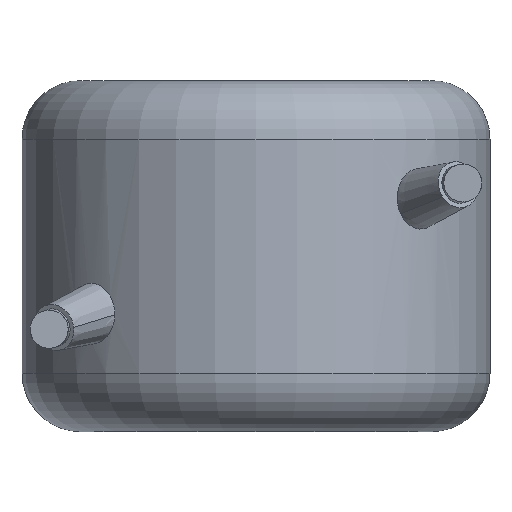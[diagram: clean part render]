
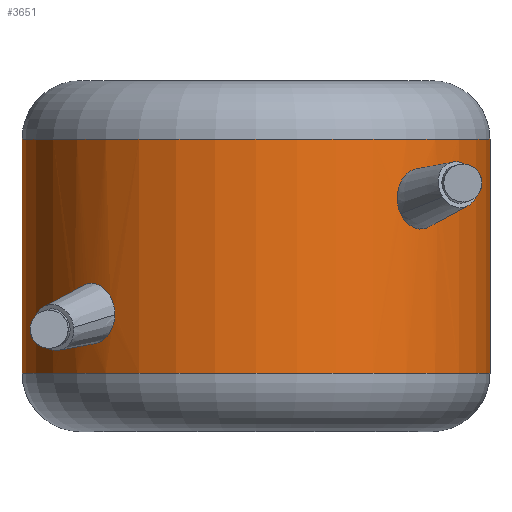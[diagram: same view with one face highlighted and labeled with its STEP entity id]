
A CAD part, front view. The second image highlights one B-rep face of the part: STEP entity #3651.
In plain terms, the highlighted cylindrical face has radius 4 mm (diameter 8 mm), a partial arc.
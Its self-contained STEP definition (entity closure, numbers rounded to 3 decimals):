
#1 = VERTEX_POINT ( 'NONE', #197 ) ;
#49 = CARTESIAN_POINT ( 'NONE',  ( 0., 0., 1. ) ) ;
#61 = CARTESIAN_POINT ( 'NONE',  ( -2.461, -3.155, 1.729 ) ) ;
#62 = ORIENTED_EDGE ( 'NONE', *, *, #640, .T. ) ;
#68 = DIRECTION ( 'NONE',  ( 1., 0., 0. ) ) ;
#93 = CARTESIAN_POINT ( 'NONE',  ( 2.472, -3.145, 3.724 ) ) ;
#102 = CARTESIAN_POINT ( 'NONE',  ( -3.156, -2.458, 2.039 ) ) ;
#197 = CARTESIAN_POINT ( 'NONE',  ( -2.413, -3.19, 1.998 ) ) ;
#228 = CARTESIAN_POINT ( 'NONE',  ( 4., 0., 6. ) ) ;
#230 = CARTESIAN_POINT ( 'NONE',  ( -3.148, -2.468, 2.176 ) ) ;
#329 = CARTESIAN_POINT ( 'NONE',  ( 2.797, -2.862, 4.514 ) ) ;
#363 = EDGE_CURVE ( 'NONE', #914, #849, #491, .T. ) ;
#377 = CARTESIAN_POINT ( 'NONE',  ( 0., 0., 5. ) ) ;
#387 = CARTESIAN_POINT ( 'NONE',  ( 3.098, -2.53, 4.248 ) ) ;
#390 = ORIENTED_EDGE ( 'NONE', *, *, #2404, .F. ) ;
#452 = CARTESIAN_POINT ( 'NONE',  ( 2.517, -3.111, 4.362 ) ) ;
#491 = CIRCLE ( 'NONE', #1229, 4. ) ;
#503 = ORIENTED_EDGE ( 'NONE', *, *, #363, .T. ) ;
#561 = EDGE_CURVE ( 'NONE', #1461, #567, #1779, .T. ) ;
#567 = VERTEX_POINT ( 'NONE', #2884 ) ;
#574 = CARTESIAN_POINT ( 'NONE',  ( -2.702, -2.953, 2.531 ) ) ;
#594 = DIRECTION ( 'NONE',  ( -1., 0., 0. ) ) ;
#640 = EDGE_CURVE ( 'NONE', #3524, #651, #3126, .T. ) ;
#646 = CARTESIAN_POINT ( 'NONE',  ( -2.614, -3.029, 1.542 ) ) ;
#651 = VERTEX_POINT ( 'NONE', #1195 ) ;
#802 = CARTESIAN_POINT ( 'NONE',  ( -2.991, -2.657, 2.496 ) ) ;
#815 = CARTESIAN_POINT ( 'NONE',  ( -2.898, -2.761, 2.544 ) ) ;
#849 = VERTEX_POINT ( 'NONE', #2829 ) ;
#908 = CARTESIAN_POINT ( 'NONE',  ( 2.692, -2.961, 4.497 ) ) ;
#914 = VERTEX_POINT ( 'NONE', #3104 ) ;
#926 = CARTESIAN_POINT ( 'NONE',  ( -2.909, -2.748, 1.513 ) ) ;
#948 = EDGE_CURVE ( 'NONE', #1, #2414, #2437, .T. ) ;
#1043 = FACE_OUTER_BOUND ( 'NONE', #2274, .T. ) ;
#1172 = CARTESIAN_POINT ( 'NONE',  ( 3.051, -2.588, 4.359 ) ) ;
#1182 = CARTESIAN_POINT ( 'NONE',  ( -2.413, -3.19, 1.998 ) ) ;
#1195 = CARTESIAN_POINT ( 'NONE',  ( 4., 0., 1. ) ) ;
#1229 = AXIS2_PLACEMENT_3D ( 'NONE', #377, #2098, #2371 ) ;
#1251 = CARTESIAN_POINT ( 'NONE',  ( 2.528, -3.101, 3.605 ) ) ;
#1295 = ORIENTED_EDGE ( 'NONE', *, *, #1339, .T. ) ;
#1339 = EDGE_CURVE ( 'NONE', #849, #3524, #2097, .T. ) ;
#1446 = CYLINDRICAL_SURFACE ( 'NONE', #3184, 4. ) ;
#1461 = VERTEX_POINT ( 'NONE', #2115 ) ;
#1474 = EDGE_CURVE ( 'NONE', #2414, #1, #3456, .T. ) ;
#1500 = CARTESIAN_POINT ( 'NONE',  ( 2.816, -2.844, 3.445 ) ) ;
#1518 = DIRECTION ( 'NONE',  ( 0., 0., 1. ) ) ;
#1576 = CARTESIAN_POINT ( 'NONE',  ( -4., 0., 6. ) ) ;
#1656 = CARTESIAN_POINT ( 'NONE',  ( -3.089, -2.542, 2.358 ) ) ;
#1759 = CARTESIAN_POINT ( 'NONE',  ( 2.976, -2.676, 4.443 ) ) ;
#1777 = VECTOR ( 'NONE', #3244, 1000. ) ;
#1779 = B_SPLINE_CURVE_WITH_KNOTS ( 'NONE', 3,
 ( #2872, #1172, #1759, #329, #908, #452, #2732, #3581, #3202, #2080 ),
 .UNSPECIFIED., .F., .F.,
 ( 4, 2, 2, 2, 4 ),
 ( 0.002, 0.002, 0.002, 0.003, 0.003 ),
 .UNSPECIFIED. ) ;
#1783 = CARTESIAN_POINT ( 'NONE',  ( -2.997, -2.651, 1.577 ) ) ;
#1795 = ORIENTED_EDGE ( 'NONE', *, *, #2463, .F. ) ;
#1803 = CARTESIAN_POINT ( 'NONE',  ( 3.147, -2.47, 4.133 ) ) ;
#1816 = EDGE_LOOP ( 'NONE', ( #3715, #3249 ) ) ;
#1882 = EDGE_LOOP ( 'NONE', ( #390, #2254 ) ) ;
#1947 = CARTESIAN_POINT ( 'NONE',  ( -3.115, -2.51, 2.301 ) ) ;
#1996 = CARTESIAN_POINT ( 'NONE',  ( -2.455, -3.16, 2.272 ) ) ;
#2080 = CARTESIAN_POINT ( 'NONE',  ( 2.472, -3.145, 3.724 ) ) ;
#2097 = LINE ( 'NONE', #1576, #1777 ) ;
#2098 = DIRECTION ( 'NONE',  ( 0., 0., -1. ) ) ;
#2104 = CARTESIAN_POINT ( 'NONE',  ( 3.167, -2.444, 3.987 ) ) ;
#2115 = CARTESIAN_POINT ( 'NONE',  ( 3.098, -2.53, 4.248 ) ) ;
#2234 = CARTESIAN_POINT ( 'NONE',  ( -3.157, -2.457, 2.107 ) ) ;
#2254 = ORIENTED_EDGE ( 'NONE', *, *, #561, .F. ) ;
#2274 = EDGE_LOOP ( 'NONE', ( #1795, #503, #1295, #62 ) ) ;
#2276 = CARTESIAN_POINT ( 'NONE',  ( -2.601, -3.04, 2.47 ) ) ;
#2371 = DIRECTION ( 'NONE',  ( 1., 0., 0. ) ) ;
#2404 = EDGE_CURVE ( 'NONE', #567, #1461, #3004, .T. ) ;
#2414 = VERTEX_POINT ( 'NONE', #2946 ) ;
#2437 = B_SPLINE_CURVE_WITH_KNOTS ( 'NONE', 3,
 ( #2533, #3655, #1996, #2276, #574, #815, #802, #1656, #1947, #230, #2234, #3371 ),
 .UNSPECIFIED., .F., .F.,
 ( 4, 2, 2, 2, 2, 4 ),
 ( 0.001, 0.001, 0.001, 0.002, 0.002, 0.002 ),
 .UNSPECIFIED. ) ;
#2463 = EDGE_CURVE ( 'NONE', #914, #651, #2555, .T. ) ;
#2467 = FACE_BOUND ( 'NONE', #1816, .T. ) ;
#2513 = VECTOR ( 'NONE', #3031, 1000. ) ;
#2533 = CARTESIAN_POINT ( 'NONE',  ( -2.413, -3.19, 1.998 ) ) ;
#2555 = LINE ( 'NONE', #228, #2513 ) ;
#2627 = CARTESIAN_POINT ( 'NONE',  ( -2.415, -3.189, 1.863 ) ) ;
#2634 = CARTESIAN_POINT ( 'NONE',  ( 2.918, -2.739, 3.463 ) ) ;
#2650 = CARTESIAN_POINT ( 'NONE',  ( 3.076, -2.56, 3.598 ) ) ;
#2692 = CARTESIAN_POINT ( 'NONE',  ( 3.132, -2.488, 3.718 ) ) ;
#2732 = CARTESIAN_POINT ( 'NONE',  ( 2.449, -3.163, 4.244 ) ) ;
#2829 = CARTESIAN_POINT ( 'NONE',  ( -4., 0., 5. ) ) ;
#2839 = AXIS2_PLACEMENT_3D ( 'NONE', #49, #1518, #68 ) ;
#2872 = CARTESIAN_POINT ( 'NONE',  ( 3.098, -2.53, 4.248 ) ) ;
#2884 = CARTESIAN_POINT ( 'NONE',  ( 2.472, -3.145, 3.724 ) ) ;
#2887 = CARTESIAN_POINT ( 'NONE',  ( -3.118, -2.507, 1.771 ) ) ;
#2906 = DIRECTION ( 'NONE',  ( 0., 0., -1. ) ) ;
#2946 = CARTESIAN_POINT ( 'NONE',  ( -3.156, -2.458, 2.039 ) ) ;
#3004 = B_SPLINE_CURVE_WITH_KNOTS ( 'NONE', 3,
 ( #93, #1251, #3191, #1500, #2634, #2650, #2692, #2104, #1803, #387 ),
 .UNSPECIFIED., .F., .F.,
 ( 4, 2, 2, 2, 4 ),
 ( 0.003, 0.004, 0.004, 0.004, 0.005 ),
 .UNSPECIFIED. ) ;
#3031 = DIRECTION ( 'NONE',  ( 0., 0., -1. ) ) ;
#3104 = CARTESIAN_POINT ( 'NONE',  ( 4., 0., 5. ) ) ;
#3126 = CIRCLE ( 'NONE', #2839, 4. ) ;
#3135 = CARTESIAN_POINT ( 'NONE',  ( 0., 0., 6. ) ) ;
#3184 = AXIS2_PLACEMENT_3D ( 'NONE', #3135, #2906, #594 ) ;
#3191 = CARTESIAN_POINT ( 'NONE',  ( 2.619, -3.027, 3.517 ) ) ;
#3195 = CARTESIAN_POINT ( 'NONE',  ( -2.719, -2.937, 1.495 ) ) ;
#3200 = CARTESIAN_POINT ( 'NONE',  ( -3.154, -2.46, 1.903 ) ) ;
#3202 = CARTESIAN_POINT ( 'NONE',  ( 2.418, -3.187, 3.84 ) ) ;
#3218 = FACE_BOUND ( 'NONE', #1882, .T. ) ;
#3244 = DIRECTION ( 'NONE',  ( 0., 0., -1. ) ) ;
#3249 = ORIENTED_EDGE ( 'NONE', *, *, #1474, .F. ) ;
#3371 = CARTESIAN_POINT ( 'NONE',  ( -3.156, -2.458, 2.039 ) ) ;
#3456 = B_SPLINE_CURVE_WITH_KNOTS ( 'NONE', 3,
 ( #102, #3200, #2887, #1783, #926, #3195, #646, #61, #2627, #1182 ),
 .UNSPECIFIED., .F., .F.,
 ( 4, 2, 2, 2, 4 ),
 ( 0.002, 0.003, 0.003, 0.003, 0.004 ),
 .UNSPECIFIED. ) ;
#3524 = VERTEX_POINT ( 'NONE', #3613 ) ;
#3581 = CARTESIAN_POINT ( 'NONE',  ( 2.399, -3.201, 3.981 ) ) ;
#3613 = CARTESIAN_POINT ( 'NONE',  ( -4., 0., 1. ) ) ;
#3651 = ADVANCED_FACE ( 'NONE', ( #1043, #2467, #3218 ), #1446, .T. ) ;
#3655 = CARTESIAN_POINT ( 'NONE',  ( -2.411, -3.191, 2.134 ) ) ;
#3715 = ORIENTED_EDGE ( 'NONE', *, *, #948, .F. ) ;
